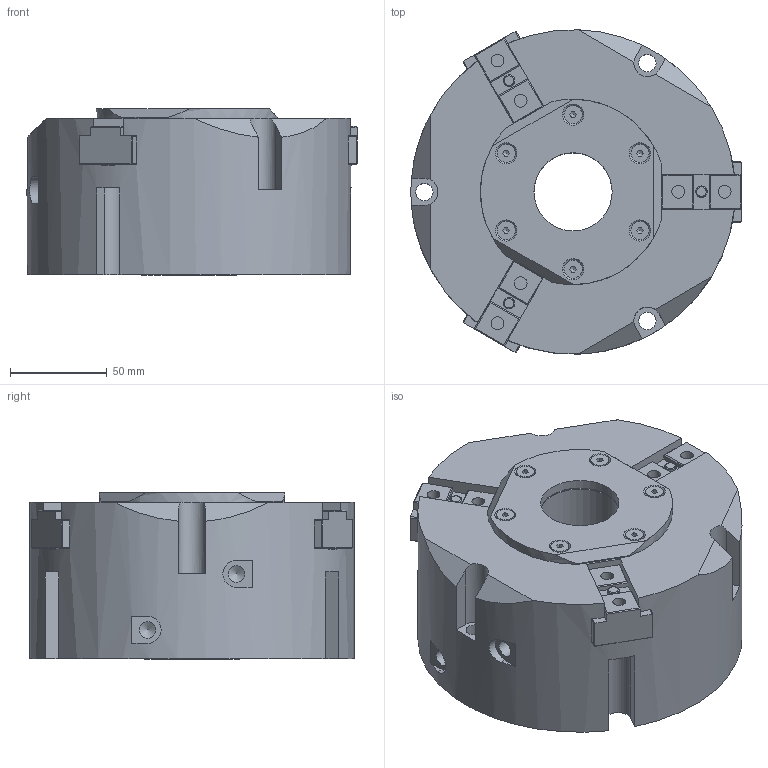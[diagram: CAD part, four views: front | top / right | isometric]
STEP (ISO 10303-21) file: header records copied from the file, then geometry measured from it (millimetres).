
FILE_DESCRIPTION(/* description */ (''),/* implementation_level */ '2;1');
FILE_NAME(/* name */ 'MFA-170-SV.stp',/* time_stamp */ '2018-02-01T14:20:41+01:00',/* author */ ('Tecnico'),/* organization */ (''),/* preprocessor_version */ 'ST-DEVELOPER v16.13',/* originating_system */ 'Autodesk Inventor 2018',/* authorisation */ '');
FILE_SCHEMA (('AUTOMOTIVE_DESIGN { 1 0 10303 214 3 1 1 }'));
Length unit declared in the file: millimetre
Products named in the file (8): MFB-170; MFB 170-CORPO; MFB 170-COPERCHIO; ISO 10642 - M5 x  12; MFB-170-GRIFFA CON SPINA; MFB 170-GRIFFA; MFB 170-SPINA GRIFFA; MFB 170-TUBO
Assembly tree (14 placements, depth 3):
  MFB-170
    MFB 170-CORPO
    MFB 170-COPERCHIO
    ISO 10642 - M5 x  12  x6
    MFB-170-GRIFFA CON SPINA  x3
      MFB 170-GRIFFA
      MFB 170-SPINA GRIFFA
    MFB 170-TUBO
Bounding box: 170.97 x 167.92 x 86.2 mm (x, y, z)
Volume: 1560761.7 mm3; surface area: 185236.6 mm2
Topology: 15 solids, 15 shells, 375 faces, 919 edges, 582 vertices
Faces by surface type: plane 261, cylinder 68, cone 40, torus 6
Full cylindrical faces by diameter (mm): 4.134 x8, 5 x6, 5.5 x6, 6 x6, 6.647 x6, 8 x2, 8.5 x3, 8.566 x2, 9 x3, 9.43 x6, 40.5 x3, 50 x1, 65 x1, 168 x1
Entity records: 6427 total; most frequent: DIRECTION 1109, CARTESIAN_POINT 1082, ORIENTED_EDGE 936, EDGE_CURVE 468, AXIS2_PLACEMENT_3D 415, VERTEX_POINT 333, EDGE_LOOP 307, LINE 279
